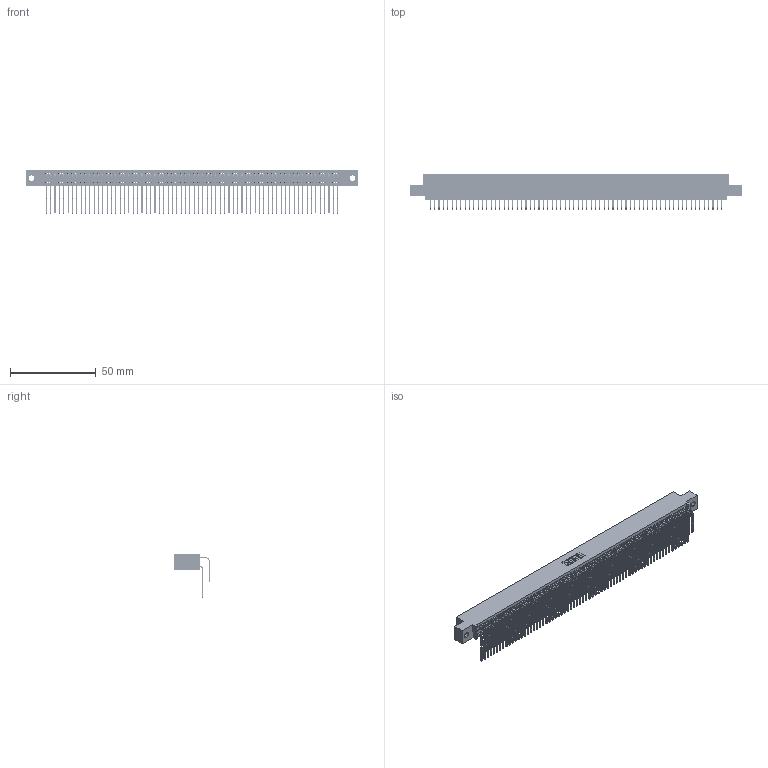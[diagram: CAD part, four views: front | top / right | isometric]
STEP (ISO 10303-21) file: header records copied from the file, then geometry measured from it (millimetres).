
FILE_DESCRIPTION (( 'STEP AP203' ), '1' );
FILE_NAME ('395-136-559-502.STEP', '2018-12-05T11:35:03', ( '' ), ( '' ), 'SwSTEP 2.0', 'SolidWorks 2016', '' );
FILE_SCHEMA (( 'CONFIG_CONTROL_DESIGN' ));
Length unit declared in the file: inch
Products named in the file (4): 345 Part_0.110 Offset - 0.128 Dia; 345-292-001_559 Tail - 2; 345-292-001_558 559 Tail - 1; 395-136-559-502
Assembly tree (137 placements, depth 2):
  395-136-559-502
    345 Part_0.110 Offset - 0.128 Dia
    345-292-001_558 559 Tail - 1  x68
    345-292-001_559 Tail - 2  x68
Bounding box: 193.93 x 20.56 x 25.53 mm (x, y, z)
Volume: 19754.3 mm3; surface area: 33213.1 mm2
Topology: 137 solids, 137 shells, 7202 faces, 21433 edges, 14106 vertices
Faces by surface type: plane 4844, cylinder 2358
Entity records: 51641 total; most frequent: CARTESIAN_POINT 8679, ORIENTED_EDGE 8562, DIRECTION 7593, EDGE_CURVE 4281, LINE 3837, VECTOR 3837, VERTEX_POINT 2850, AXIS2_PLACEMENT_3D 1878
